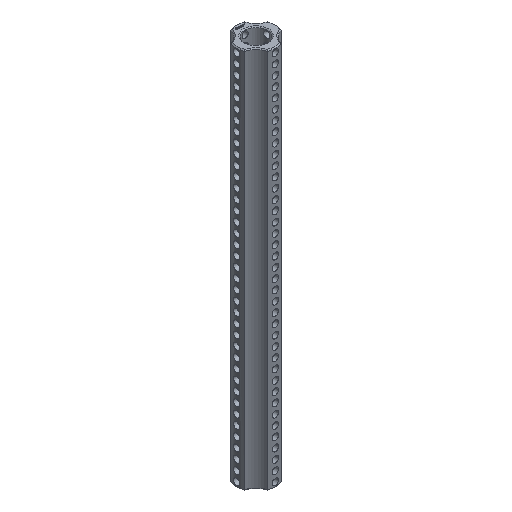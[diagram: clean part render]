
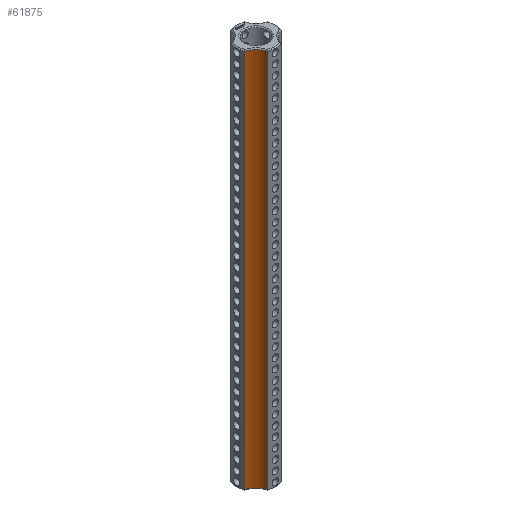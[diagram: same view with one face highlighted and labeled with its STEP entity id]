
A CAD part, isometric view. The second image highlights one B-rep face of the part: STEP entity #61875.
In plain terms, the highlighted cylindrical face has radius 5 mm (diameter 10 mm), a partial arc.
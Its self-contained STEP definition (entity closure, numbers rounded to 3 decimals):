
#8418 = CYLINDRICAL_SURFACE('',#8419,6.25);
#8419 = AXIS2_PLACEMENT_3D('',#8420,#8421,#8422);
#8420 = CARTESIAN_POINT('',(0.,0.,0.));
#8421 = DIRECTION('',(-0.,-0.,-1.));
#8422 = DIRECTION('',(1.,0.,0.));
#17907 = EDGE_CURVE('',#17908,#17910,#17912,.T.);
#17908 = VERTEX_POINT('',#17909);
#17909 = CARTESIAN_POINT('',(-2.225,-5.841,0.3));
#17910 = VERTEX_POINT('',#17911);
#17911 = CARTESIAN_POINT('',(-2.225,-5.841,121.575));
#17912 = SURFACE_CURVE('',#17913,(#17917,#17924),.PCURVE_S1.);
#17913 = LINE('',#17914,#17915);
#17914 = CARTESIAN_POINT('',(-2.225,-5.841,0.));
#17915 = VECTOR('',#17916,1.);
#17916 = DIRECTION('',(0.,0.,1.));
#17917 = PCURVE('',#8418,#17918);
#17918 = DEFINITIONAL_REPRESENTATION('',(#17919),#17923);
#17919 = LINE('',#17920,#17921);
#17920 = CARTESIAN_POINT('',(-4.348,0.));
#17921 = VECTOR('',#17922,1.);
#17922 = DIRECTION('',(-0.,-1.));
#17923 = ( GEOMETRIC_REPRESENTATION_CONTEXT(2) 
PARAMETRIC_REPRESENTATION_CONTEXT() REPRESENTATION_CONTEXT('2D SPACE',''
  ) );
#17924 = PCURVE('',#17925,#17930);
#17925 = CYLINDRICAL_SURFACE('',#17926,5.);
#17926 = AXIS2_PLACEMENT_3D('',#17927,#17928,#17929);
#17927 = CARTESIAN_POINT('',(-7.071,-7.071,0.));
#17928 = DIRECTION('',(-0.,-0.,-1.));
#17929 = DIRECTION('',(1.,0.,0.));
#17930 = DEFINITIONAL_REPRESENTATION('',(#17931),#17935);
#17931 = LINE('',#17932,#17933);
#17932 = CARTESIAN_POINT('',(-0.249,0.));
#17933 = VECTOR('',#17934,1.);
#17934 = DIRECTION('',(-0.,-1.));
#17935 = ( GEOMETRIC_REPRESENTATION_CONTEXT(2) 
PARAMETRIC_REPRESENTATION_CONTEXT() REPRESENTATION_CONTEXT('2D SPACE',''
  ) );
#24606 = CONICAL_SURFACE('',#24607,5.,0.785);
#24607 = AXIS2_PLACEMENT_3D('',#24608,#24609,#24610);
#24608 = CARTESIAN_POINT('',(-7.071,-7.071,0.3));
#24609 = DIRECTION('',(-0.,-0.,-1.));
#24610 = DIRECTION('',(0.969,0.246,0.));
#24838 = CONICAL_SURFACE('',#24839,5.,0.785);
#24839 = AXIS2_PLACEMENT_3D('',#24840,#24841,#24842);
#24840 = CARTESIAN_POINT('',(-7.071,-7.071,121.575));
#24841 = DIRECTION('',(0.,0.,1.));
#24842 = DIRECTION('',(0.969,0.246,0.));
#61875 = ADVANCED_FACE('',(#61876),#17925,.F.);
#61876 = FACE_BOUND('',#61877,.T.);
#61877 = EDGE_LOOP('',(#61878,#61879,#61903,#61931));
#61878 = ORIENTED_EDGE('',*,*,#17907,.T.);
#61879 = ORIENTED_EDGE('',*,*,#61880,.T.);
#61880 = EDGE_CURVE('',#17910,#61881,#61883,.T.);
#61881 = VERTEX_POINT('',#61882);
#61882 = CARTESIAN_POINT('',(-5.841,-2.225,121.575));
#61883 = SURFACE_CURVE('',#61884,(#61889,#61896),.PCURVE_S1.);
#61884 = CIRCLE('',#61885,5.);
#61885 = AXIS2_PLACEMENT_3D('',#61886,#61887,#61888);
#61886 = CARTESIAN_POINT('',(-7.071,-7.071,121.575));
#61887 = DIRECTION('',(0.,-0.,1.));
#61888 = DIRECTION('',(0.969,0.246,0.));
#61889 = PCURVE('',#17925,#61890);
#61890 = DEFINITIONAL_REPRESENTATION('',(#61891),#61895);
#61891 = LINE('',#61892,#61893);
#61892 = CARTESIAN_POINT('',(-0.249,-121.575));
#61893 = VECTOR('',#61894,1.);
#61894 = DIRECTION('',(-1.,0.));
#61895 = ( GEOMETRIC_REPRESENTATION_CONTEXT(2) 
PARAMETRIC_REPRESENTATION_CONTEXT() REPRESENTATION_CONTEXT('2D SPACE',''
  ) );
#61896 = PCURVE('',#24838,#61897);
#61897 = DEFINITIONAL_REPRESENTATION('',(#61898),#61902);
#61898 = LINE('',#61899,#61900);
#61899 = CARTESIAN_POINT('',(0.,0.));
#61900 = VECTOR('',#61901,1.);
#61901 = DIRECTION('',(1.,0.));
#61902 = ( GEOMETRIC_REPRESENTATION_CONTEXT(2) 
PARAMETRIC_REPRESENTATION_CONTEXT() REPRESENTATION_CONTEXT('2D SPACE',''
  ) );
#61903 = ORIENTED_EDGE('',*,*,#61904,.F.);
#61904 = EDGE_CURVE('',#61905,#61881,#61907,.T.);
#61905 = VERTEX_POINT('',#61906);
#61906 = CARTESIAN_POINT('',(-5.841,-2.225,0.3));
#61907 = SURFACE_CURVE('',#61908,(#61912,#61919),.PCURVE_S1.);
#61908 = LINE('',#61909,#61910);
#61909 = CARTESIAN_POINT('',(-5.841,-2.225,0.));
#61910 = VECTOR('',#61911,1.);
#61911 = DIRECTION('',(0.,0.,1.));
#61912 = PCURVE('',#17925,#61913);
#61913 = DEFINITIONAL_REPRESENTATION('',(#61914),#61918);
#61914 = LINE('',#61915,#61916);
#61915 = CARTESIAN_POINT('',(-1.322,0.));
#61916 = VECTOR('',#61917,1.);
#61917 = DIRECTION('',(-0.,-1.));
#61918 = ( GEOMETRIC_REPRESENTATION_CONTEXT(2) 
PARAMETRIC_REPRESENTATION_CONTEXT() REPRESENTATION_CONTEXT('2D SPACE',''
  ) );
#61919 = PCURVE('',#61920,#61925);
#61920 = CYLINDRICAL_SURFACE('',#61921,6.25);
#61921 = AXIS2_PLACEMENT_3D('',#61922,#61923,#61924);
#61922 = CARTESIAN_POINT('',(0.,0.,0.));
#61923 = DIRECTION('',(-0.,-0.,-1.));
#61924 = DIRECTION('',(1.,0.,0.));
#61925 = DEFINITIONAL_REPRESENTATION('',(#61926),#61930);
#61926 = LINE('',#61927,#61928);
#61927 = CARTESIAN_POINT('',(-3.506,0.));
#61928 = VECTOR('',#61929,1.);
#61929 = DIRECTION('',(-0.,-1.));
#61930 = ( GEOMETRIC_REPRESENTATION_CONTEXT(2) 
PARAMETRIC_REPRESENTATION_CONTEXT() REPRESENTATION_CONTEXT('2D SPACE',''
  ) );
#61931 = ORIENTED_EDGE('',*,*,#61932,.F.);
#61932 = EDGE_CURVE('',#17908,#61905,#61933,.T.);
#61933 = SURFACE_CURVE('',#61934,(#61939,#61946),.PCURVE_S1.);
#61934 = CIRCLE('',#61935,5.);
#61935 = AXIS2_PLACEMENT_3D('',#61936,#61937,#61938);
#61936 = CARTESIAN_POINT('',(-7.071,-7.071,0.3));
#61937 = DIRECTION('',(0.,-0.,1.));
#61938 = DIRECTION('',(0.969,0.246,0.));
#61939 = PCURVE('',#17925,#61940);
#61940 = DEFINITIONAL_REPRESENTATION('',(#61941),#61945);
#61941 = LINE('',#61942,#61943);
#61942 = CARTESIAN_POINT('',(-0.249,-0.3));
#61943 = VECTOR('',#61944,1.);
#61944 = DIRECTION('',(-1.,0.));
#61945 = ( GEOMETRIC_REPRESENTATION_CONTEXT(2) 
PARAMETRIC_REPRESENTATION_CONTEXT() REPRESENTATION_CONTEXT('2D SPACE',''
  ) );
#61946 = PCURVE('',#24606,#61947);
#61947 = DEFINITIONAL_REPRESENTATION('',(#61948),#61952);
#61948 = LINE('',#61949,#61950);
#61949 = CARTESIAN_POINT('',(-0.,0.));
#61950 = VECTOR('',#61951,1.);
#61951 = DIRECTION('',(-1.,0.));
#61952 = ( GEOMETRIC_REPRESENTATION_CONTEXT(2) 
PARAMETRIC_REPRESENTATION_CONTEXT() REPRESENTATION_CONTEXT('2D SPACE',''
  ) );
